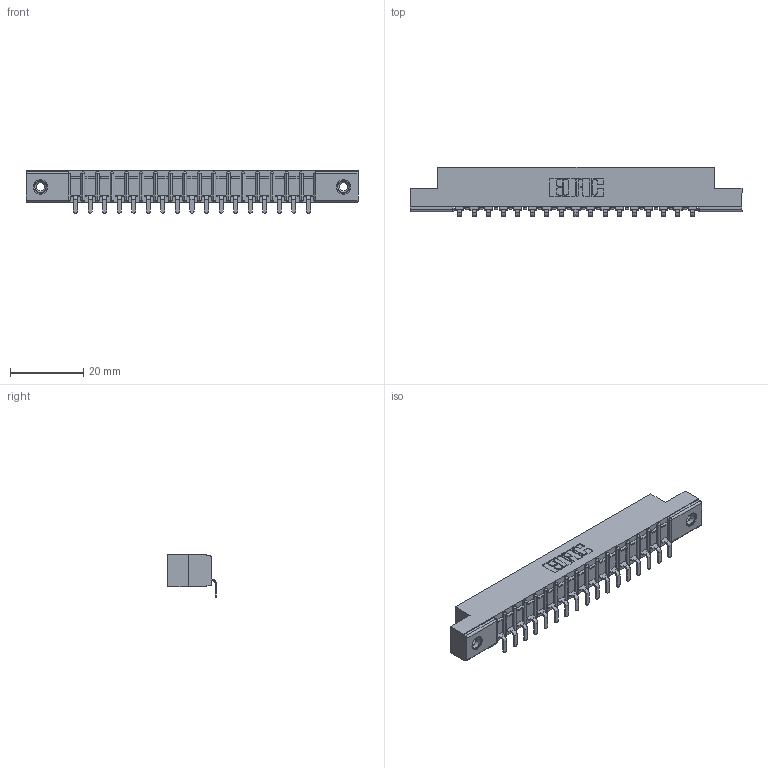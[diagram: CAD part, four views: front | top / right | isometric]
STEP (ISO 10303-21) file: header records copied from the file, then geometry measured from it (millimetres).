
FILE_DESCRIPTION (( 'STEP AP203' ), '1' );
FILE_NAME ('357-017-553-108.STEP', '2019-09-16T21:09:49', ( '' ), ( '' ), 'SwSTEP 2.0', 'SolidWorks 2016', '' );
FILE_SCHEMA (( 'CONFIG_CONTROL_DESIGN' ));
Length unit declared in the file: inch
Products named in the file (4): 357-017-553-108; 307 Part_.156 Dia Mounting Holes; 345-250-001_345-250-003-102; 307-290-002_553
Assembly tree (20 placements, depth 2):
  357-017-553-108
    307 Part_.156 Dia Mounting Holes
    307-290-002_553  x17
    345-250-001_345-250-003-102  x2
Bounding box: 90.37 x 13.32 x 11.51 mm (x, y, z)
Volume: 5957.1 mm3; surface area: 10580.7 mm2
Topology: 20 solids, 20 shells, 1522 faces, 4607 edges, 3014 vertices
Faces by surface type: plane 901, cylinder 569, sphere 36, cone 12, torus 4
Entity records: 19695 total; most frequent: CARTESIAN_POINT 3299, ORIENTED_EDGE 3282, DIRECTION 3227, EDGE_CURVE 1641, LINE 1243, VECTOR 1243, VERTEX_POINT 1064, AXIS2_PLACEMENT_3D 992
